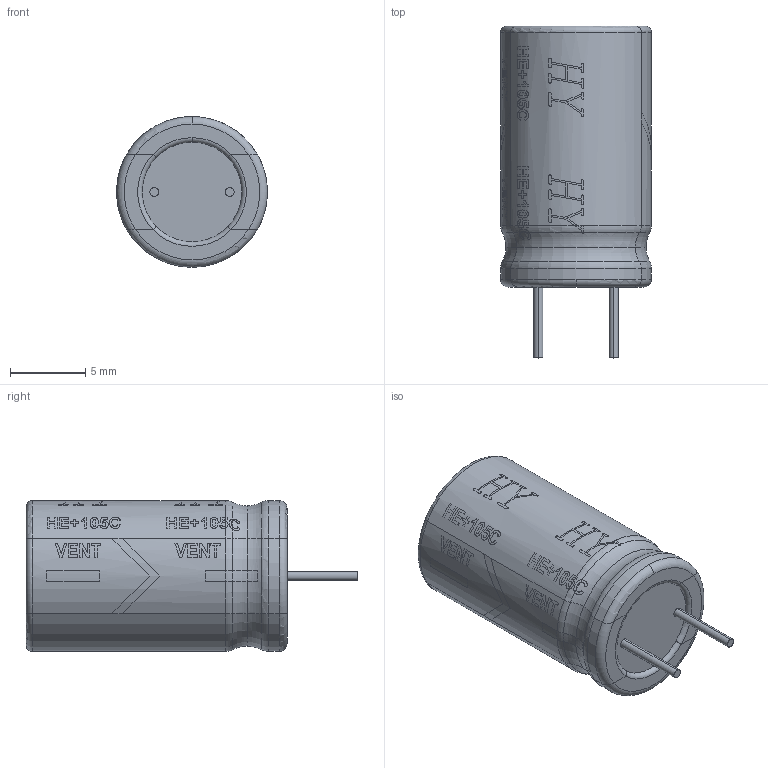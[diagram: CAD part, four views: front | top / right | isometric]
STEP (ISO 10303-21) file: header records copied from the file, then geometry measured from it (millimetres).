
FILE_DESCRIPTION (( 'STEP AP214' ), '1' );
FILE_NAME ('El_5_10_17._Black.STEP', '2023-07-15T06:44:49', ( 'Yurii' ), ( '' ), 'SwSTEP 2.0', 'SolidWorks 2019', '' );
FILE_SCHEMA (( 'AUTOMOTIVE_DESIGN' ));
Length unit declared in the file: millimetre
Products named in the file (1): El_5_10_17._Black
Bounding box: 10 x 22 x 10 mm (x, y, z)
Volume: 1321.6 mm3; surface area: 715.4 mm2
Topology: 3 solids, 3 shells, 158 faces, 663 edges, 538 vertices
Faces by surface type: torus 68, cylinder 64, plane 18, bspline 8
Entity records: 10434 total; most frequent: CARTESIAN_POINT 3337, ORIENTED_EDGE 1326, DIRECTION 946, EDGE_CURVE 663, VERTEX_POINT 538, AXIS2_PLACEMENT_3D 385, CIRCLE 234, B_SPLINE_CURVE_WITH_KNOTS 195
